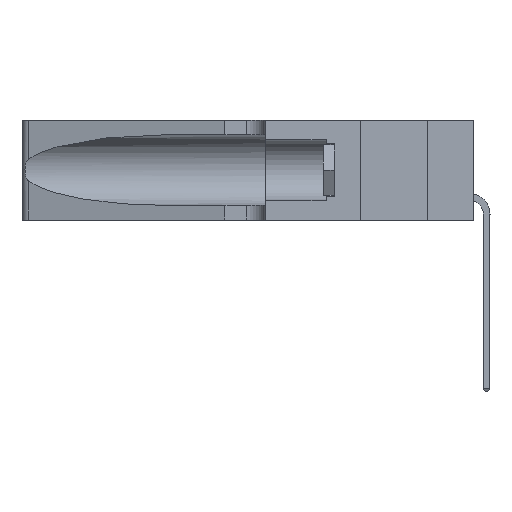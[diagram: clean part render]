
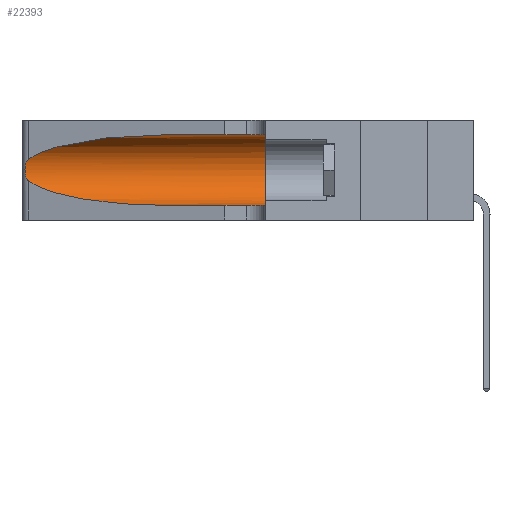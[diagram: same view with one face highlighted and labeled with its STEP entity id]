
A CAD part, left-side view. The second image highlights one B-rep face of the part: STEP entity #22393.
In plain terms, the highlighted cylindrical face has radius 3.308 mm (diameter 6.617 mm), a partial arc.
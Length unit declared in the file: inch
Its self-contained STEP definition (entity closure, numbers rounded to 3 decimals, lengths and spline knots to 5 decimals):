
#26 = CARTESIAN_POINT ( 'NONE',  ( 0.1305, 0.72297, 0.31525 ) ) ;
#51 = DIRECTION ( 'NONE',  ( 0., -1., 0. ) ) ;
#88 = EDGE_CURVE ( 'NONE', #32780, #6720, #29486, .T. ) ;
#1670 = CARTESIAN_POINT ( 'NONE',  ( 0.25856, 1.23593, 0.16098 ) ) ;
#2142 = CYLINDRICAL_SURFACE ( 'NONE', #34782, 0.13025 ) ;
#2448 = CARTESIAN_POINT ( 'NONE',  ( 0.25487, 1.22718, 0.22369 ) ) ;
#2635 = CIRCLE ( 'NONE', #7731, 0.13025 ) ;
#5407 = EDGE_LOOP ( 'NONE', ( #12214, #24066, #31227, #35056, #34101, #10893 ) ) ;
#5411 = CARTESIAN_POINT ( 'NONE',  ( 0.25487, 1.22718, 0.14631 ) ) ;
#5440 = CARTESIAN_POINT ( 'NONE',  ( 0.1305, 1.61858, 0.185 ) ) ;
#5770 = DIRECTION ( 'NONE',  ( 0., 1., 0. ) ) ;
#6687 = VECTOR ( 'NONE', #33982, 39.37008 ) ;
#6720 = VERTEX_POINT ( 'NONE', #20777 ) ;
#7392 = CARTESIAN_POINT ( 'NONE',  ( 0.25555, 1.22993, 0.14849 ) ) ;
#7731 = AXIS2_PLACEMENT_3D ( 'NONE', #20160, #5770, #28744 ) ;
#8187 = CARTESIAN_POINT ( 'NONE',  ( 0.18966, 0.96281, 0.31525 ) ) ;
#8230 = CARTESIAN_POINT ( 'NONE',  ( 0.1305, 0.72297, 0.05475 ) ) ;
#9643 = CARTESIAN_POINT ( 'NONE',  ( 0.25854, 1.2359, 0.20912 ) ) ;
#9843 = VERTEX_POINT ( 'NONE', #5411 ) ;
#10279 = CARTESIAN_POINT ( 'NONE',  ( 0.25487, 1.22718, 0.14631 ) ) ;
#10893 = ORIENTED_EDGE ( 'NONE', *, *, #88, .F. ) ;
#12146 = CARTESIAN_POINT ( 'NONE',  ( 0.1305, 0.35, 0.05475 ) ) ;
#12214 = ORIENTED_EDGE ( 'NONE', *, *, #28219, .T. ) ;
#13433 = CARTESIAN_POINT ( 'NONE',  ( 0.26075, 1.23896, 0.178 ) ) ;
#13840 = CARTESIAN_POINT ( 'NONE',  ( 0.2373, 1.15595, 0.28018 ) ) ;
#14752 = VECTOR ( 'NONE', #28145, 39.37008 ) ;
#18314 = FACE_OUTER_BOUND ( 'NONE', #5407, .T. ) ;
#19218 = CARTESIAN_POINT ( 'NONE',  ( 0.1305, 0.72297, 0.31525 ) ) ;
#20070 = DIRECTION ( 'NONE',  ( 0., 0., -1. ) ) ;
#20160 = CARTESIAN_POINT ( 'NONE',  ( 0.1305, 0.35, 0.185 ) ) ;
#20777 = CARTESIAN_POINT ( 'NONE',  ( 0.1305, 0.35, 0.31525 ) ) ;
#21536 = CARTESIAN_POINT ( 'NONE',  ( 0.25555, 1.22994, 0.2215 ) ) ;
#21664 = CARTESIAN_POINT ( 'NONE',  ( 0.25639, 1.23186, 0.15144 ) ) ;
#21917 = CARTESIAN_POINT ( 'NONE',  ( 0.26075, 1.23896, 0.19203 ) ) ;
#21979 =( BOUNDED_CURVE ( )  B_SPLINE_CURVE ( 3, ( #25248, #25378, #30618, #8230 ),
 .UNSPECIFIED., .F., .T. ) 
 B_SPLINE_CURVE_WITH_KNOTS ( ( 4, 4 ),
 ( 3.44316, 4.71239 ),
 .UNSPECIFIED. ) 
 CURVE ( )  GEOMETRIC_REPRESENTATION_ITEM ( )  RATIONAL_B_SPLINE_CURVE ( ( 1., 0.87, 0.87, 1. ) ) 
 REPRESENTATION_ITEM ( '' )  );
#22098 = EDGE_CURVE ( 'NONE', #29538, #9843, #34440, .T. ) ;
#22166 = CARTESIAN_POINT ( 'NONE',  ( 0.26017, 1.23833, 0.17102 ) ) ;
#22393 = ADVANCED_FACE ( 'NONE', ( #18314 ), #2142, .F. ) ;
#24066 = ORIENTED_EDGE ( 'NONE', *, *, #22098, .T. ) ;
#25248 = CARTESIAN_POINT ( 'NONE',  ( 0.25487, 1.22718, 0.14631 ) ) ;
#25378 = CARTESIAN_POINT ( 'NONE',  ( 0.2373, 1.15595, 0.08982 ) ) ;
#25770 = CARTESIAN_POINT ( 'NONE',  ( 0.25487, 1.22718, 0.22369 ) ) ;
#25864 =( BOUNDED_CURVE ( )  B_SPLINE_CURVE ( 3, ( #19218, #8187, #13840, #2448 ),
 .UNSPECIFIED., .F., .T. ) 
 B_SPLINE_CURVE_WITH_KNOTS ( ( 4, 4 ),
 ( 1.5708, 2.84003 ),
 .UNSPECIFIED. ) 
 CURVE ( )  GEOMETRIC_REPRESENTATION_ITEM ( )  RATIONAL_B_SPLINE_CURVE ( ( 1., 0.87, 0.87, 1. ) ) 
 REPRESENTATION_ITEM ( '' )  );
#26184 = EDGE_CURVE ( 'NONE', #34918, #33010, #33110, .T. ) ;
#27284 = CARTESIAN_POINT ( 'NONE',  ( 0.25639, 1.23184, 0.21858 ) ) ;
#28145 = DIRECTION ( 'NONE',  ( 0., -1., 0. ) ) ;
#28219 = EDGE_CURVE ( 'NONE', #32780, #29538, #25864, .T. ) ;
#28607 = CARTESIAN_POINT ( 'NONE',  ( 0.1305, 1.61858, 0.05475 ) ) ;
#28744 = DIRECTION ( 'NONE',  ( 0., 0., 1. ) ) ;
#29486 = LINE ( 'NONE', #31549, #6687 ) ;
#29538 = VERTEX_POINT ( 'NONE', #25770 ) ;
#29579 = EDGE_CURVE ( 'NONE', #6720, #33010, #2635, .T. ) ;
#30102 = CARTESIAN_POINT ( 'NONE',  ( 0.1305, 0.72297, 0.05475 ) ) ;
#30618 = CARTESIAN_POINT ( 'NONE',  ( 0.18966, 0.96281, 0.05475 ) ) ;
#31227 = ORIENTED_EDGE ( 'NONE', *, *, #35134, .T. ) ;
#31549 = CARTESIAN_POINT ( 'NONE',  ( 0.1305, 1.61858, 0.31525 ) ) ;
#32780 = VERTEX_POINT ( 'NONE', #26 ) ;
#32908 = CARTESIAN_POINT ( 'NONE',  ( 0.25487, 1.22718, 0.22369 ) ) ;
#33010 = VERTEX_POINT ( 'NONE', #12146 ) ;
#33110 = LINE ( 'NONE', #28607, #14752 ) ;
#33423 = CARTESIAN_POINT ( 'NONE',  ( 0.25789, 1.23486, 0.15765 ) ) ;
#33982 = DIRECTION ( 'NONE',  ( 0., -1., 0. ) ) ;
#34101 = ORIENTED_EDGE ( 'NONE', *, *, #29579, .F. ) ;
#34440 = B_SPLINE_CURVE_WITH_KNOTS ( 'NONE', 3,
 ( #32908, #21536, #27284, #35327, #9643, #36219, #21917, #13433, #22166, #1670, #33423, #21664, #7392, #10279 ),
 .UNSPECIFIED., .F., .F.,
 ( 4, 2, 2, 2, 2, 2, 4 ),
 ( 0., 0.00027, 0.00053, 0.00107, 0.0016, 0.00187, 0.00214 ),
 .UNSPECIFIED. ) ;
#34782 = AXIS2_PLACEMENT_3D ( 'NONE', #5440, #51, #20070 ) ;
#34918 = VERTEX_POINT ( 'NONE', #30102 ) ;
#35056 = ORIENTED_EDGE ( 'NONE', *, *, #26184, .T. ) ;
#35134 = EDGE_CURVE ( 'NONE', #9843, #34918, #21979, .T. ) ;
#35327 = CARTESIAN_POINT ( 'NONE',  ( 0.25787, 1.23484, 0.2124 ) ) ;
#36219 = CARTESIAN_POINT ( 'NONE',  ( 0.26018, 1.23835, 0.19895 ) ) ;
